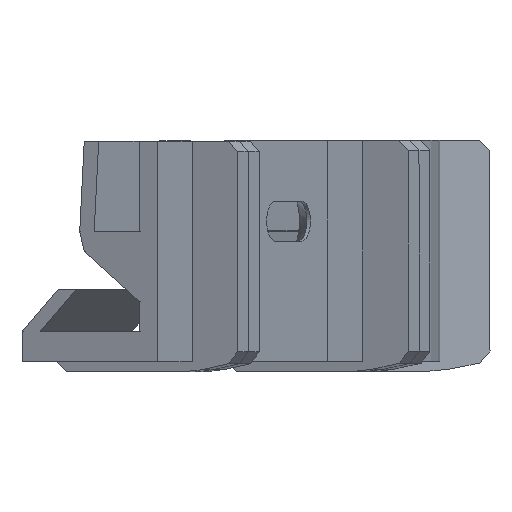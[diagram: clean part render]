
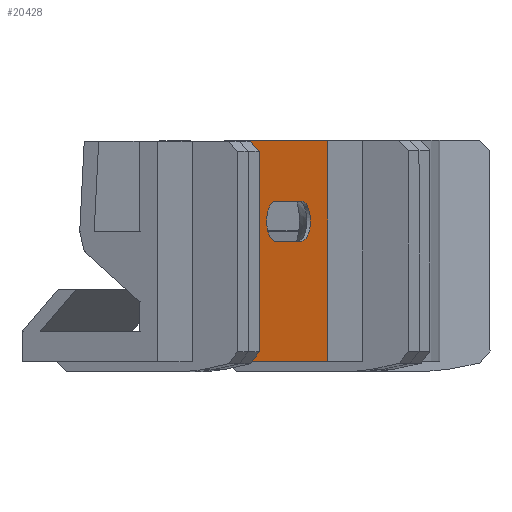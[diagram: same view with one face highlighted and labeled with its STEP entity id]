
A CAD part, left-side view. The second image highlights one B-rep face of the part: STEP entity #20428.
In plain terms, the highlighted face is planar.
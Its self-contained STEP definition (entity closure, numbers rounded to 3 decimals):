
#20152 = VERTEX_POINT('',#20153);
#20153 = CARTESIAN_POINT('',(3.,0.,16.));
#20160 = CYLINDRICAL_SURFACE('',#20161,2.);
#20161 = AXIS2_PLACEMENT_3D('',#20162,#20163,#20164);
#20162 = CARTESIAN_POINT('',(3.,24.,14.));
#20163 = DIRECTION('',(-0.,1.,0.));
#20164 = DIRECTION('',(0.,0.,-1.));
#20172 = PLANE('',#20173);
#20173 = AXIS2_PLACEMENT_3D('',#20174,#20175,#20176);
#20174 = CARTESIAN_POINT('',(3.,24.,16.));
#20175 = DIRECTION('',(0.,0.,-1.));
#20176 = DIRECTION('',(-1.,0.,-0.));
#20214 = VERTEX_POINT('',#20215);
#20215 = CARTESIAN_POINT('',(3.,0.,12.));
#20229 = PLANE('',#20230);
#20230 = AXIS2_PLACEMENT_3D('',#20231,#20232,#20233);
#20231 = CARTESIAN_POINT('',(-3.,24.,12.));
#20232 = DIRECTION('',(0.,0.,1.));
#20233 = DIRECTION('',(1.,0.,0.));
#20241 = EDGE_CURVE('',#20152,#20214,#20242,.T.);
#20242 = SURFACE_CURVE('',#20243,(#20248,#20255),.PCURVE_S1.);
#20243 = CIRCLE('',#20244,2.);
#20244 = AXIS2_PLACEMENT_3D('',#20245,#20246,#20247);
#20245 = CARTESIAN_POINT('',(3.,0.,14.));
#20246 = DIRECTION('',(0.,1.,0.));
#20247 = DIRECTION('',(0.,0.,-1.));
#20248 = PCURVE('',#20160,#20249);
#20249 = DEFINITIONAL_REPRESENTATION('',(#20250),#20254);
#20250 = LINE('',#20251,#20252);
#20251 = CARTESIAN_POINT('',(-6.283,-24.));
#20252 = VECTOR('',#20253,1.);
#20253 = DIRECTION('',(1.,-0.));
#20254 = ( GEOMETRIC_REPRESENTATION_CONTEXT(2) 
PARAMETRIC_REPRESENTATION_CONTEXT() REPRESENTATION_CONTEXT('2D SPACE',''
  ) );
#20255 = PCURVE('',#20256,#20261);
#20256 = PLANE('',#20257);
#20257 = AXIS2_PLACEMENT_3D('',#20258,#20259,#20260);
#20258 = CARTESIAN_POINT('',(0.,0.,0.));
#20259 = DIRECTION('',(0.,1.,-0.));
#20260 = DIRECTION('',(0.,0.,1.));
#20261 = DEFINITIONAL_REPRESENTATION('',(#20262),#20266);
#20262 = CIRCLE('',#20263,2.);
#20263 = AXIS2_PLACEMENT_2D('',#20264,#20265);
#20264 = CARTESIAN_POINT('',(14.,3.));
#20265 = DIRECTION('',(-1.,0.));
#20266 = ( GEOMETRIC_REPRESENTATION_CONTEXT(2) 
PARAMETRIC_REPRESENTATION_CONTEXT() REPRESENTATION_CONTEXT('2D SPACE',''
  ) );
#20274 = VERTEX_POINT('',#20275);
#20275 = CARTESIAN_POINT('',(-3.,0.,16.));
#20289 = CYLINDRICAL_SURFACE('',#20290,2.);
#20290 = AXIS2_PLACEMENT_3D('',#20291,#20292,#20293);
#20291 = CARTESIAN_POINT('',(-3.,24.,14.));
#20292 = DIRECTION('',(-0.,1.,0.));
#20293 = DIRECTION('',(0.,0.,1.));
#20328 = EDGE_CURVE('',#20152,#20274,#20329,.T.);
#20329 = SURFACE_CURVE('',#20330,(#20334,#20340),.PCURVE_S1.);
#20330 = LINE('',#20331,#20332);
#20331 = CARTESIAN_POINT('',(1.5,0.,16.));
#20332 = VECTOR('',#20333,1.);
#20333 = DIRECTION('',(-1.,0.,0.));
#20334 = PCURVE('',#20172,#20335);
#20335 = DEFINITIONAL_REPRESENTATION('',(#20336),#20339);
#20336 = B_SPLINE_CURVE_WITH_KNOTS('',1,(#20337,#20338),.UNSPECIFIED.,
  .F.,.F.,(2,2),(-1.5,4.5),.PIECEWISE_BEZIER_KNOTS.);
#20337 = CARTESIAN_POINT('',(0.,-24.));
#20338 = CARTESIAN_POINT('',(6.,-24.));
#20339 = ( GEOMETRIC_REPRESENTATION_CONTEXT(2) 
PARAMETRIC_REPRESENTATION_CONTEXT() REPRESENTATION_CONTEXT('2D SPACE',''
  ) );
#20340 = PCURVE('',#20256,#20341);
#20341 = DEFINITIONAL_REPRESENTATION('',(#20342),#20345);
#20342 = B_SPLINE_CURVE_WITH_KNOTS('',1,(#20343,#20344),.UNSPECIFIED.,
  .F.,.F.,(2,2),(-1.5,4.5),.PIECEWISE_BEZIER_KNOTS.);
#20343 = CARTESIAN_POINT('',(16.,3.));
#20344 = CARTESIAN_POINT('',(16.,-3.));
#20345 = ( GEOMETRIC_REPRESENTATION_CONTEXT(2) 
PARAMETRIC_REPRESENTATION_CONTEXT() REPRESENTATION_CONTEXT('2D SPACE',''
  ) );
#20428 = ADVANCED_FACE('',(#20429,#20543),#20256,.F.);
#20429 = FACE_BOUND('',#20430,.F.);
#20430 = EDGE_LOOP('',(#20431,#20461,#20489,#20517));
#20431 = ORIENTED_EDGE('',*,*,#20432,.F.);
#20432 = EDGE_CURVE('',#20433,#20435,#20437,.T.);
#20433 = VERTEX_POINT('',#20434);
#20434 = CARTESIAN_POINT('',(-9.,0.,0.));
#20435 = VERTEX_POINT('',#20436);
#20436 = CARTESIAN_POINT('',(9.,0.,0.));
#20437 = SURFACE_CURVE('',#20438,(#20442,#20449),.PCURVE_S1.);
#20438 = LINE('',#20439,#20440);
#20439 = CARTESIAN_POINT('',(-9.,0.,0.));
#20440 = VECTOR('',#20441,1.);
#20441 = DIRECTION('',(1.,0.,0.));
#20442 = PCURVE('',#20256,#20443);
#20443 = DEFINITIONAL_REPRESENTATION('',(#20444),#20448);
#20444 = LINE('',#20445,#20446);
#20445 = CARTESIAN_POINT('',(0.,-9.));
#20446 = VECTOR('',#20447,1.);
#20447 = DIRECTION('',(0.,1.));
#20448 = ( GEOMETRIC_REPRESENTATION_CONTEXT(2) 
PARAMETRIC_REPRESENTATION_CONTEXT() REPRESENTATION_CONTEXT('2D SPACE',''
  ) );
#20449 = PCURVE('',#20450,#20455);
#20450 = PLANE('',#20451);
#20451 = AXIS2_PLACEMENT_3D('',#20452,#20453,#20454);
#20452 = CARTESIAN_POINT('',(0.,15.,0.));
#20453 = DIRECTION('',(0.,0.,1.));
#20454 = DIRECTION('',(0.,-1.,0.));
#20455 = DEFINITIONAL_REPRESENTATION('',(#20456),#20460);
#20456 = LINE('',#20457,#20458);
#20457 = CARTESIAN_POINT('',(15.,-9.));
#20458 = VECTOR('',#20459,1.);
#20459 = DIRECTION('',(0.,1.));
#20460 = ( GEOMETRIC_REPRESENTATION_CONTEXT(2) 
PARAMETRIC_REPRESENTATION_CONTEXT() REPRESENTATION_CONTEXT('2D SPACE',''
  ) );
#20461 = ORIENTED_EDGE('',*,*,#20462,.T.);
#20462 = EDGE_CURVE('',#20433,#20463,#20465,.T.);
#20463 = VERTEX_POINT('',#20464);
#20464 = CARTESIAN_POINT('',(-9.,0.,22.));
#20465 = SURFACE_CURVE('',#20466,(#20470,#20477),.PCURVE_S1.);
#20466 = LINE('',#20467,#20468);
#20467 = CARTESIAN_POINT('',(-9.,0.,0.));
#20468 = VECTOR('',#20469,1.);
#20469 = DIRECTION('',(0.,0.,1.));
#20470 = PCURVE('',#20256,#20471);
#20471 = DEFINITIONAL_REPRESENTATION('',(#20472),#20476);
#20472 = LINE('',#20473,#20474);
#20473 = CARTESIAN_POINT('',(0.,-9.));
#20474 = VECTOR('',#20475,1.);
#20475 = DIRECTION('',(1.,0.));
#20476 = ( GEOMETRIC_REPRESENTATION_CONTEXT(2) 
PARAMETRIC_REPRESENTATION_CONTEXT() REPRESENTATION_CONTEXT('2D SPACE',''
  ) );
#20477 = PCURVE('',#20478,#20483);
#20478 = PLANE('',#20479);
#20479 = AXIS2_PLACEMENT_3D('',#20480,#20481,#20482);
#20480 = CARTESIAN_POINT('',(-9.,4.162,7.662));
#20481 = DIRECTION('',(-1.,0.,0.));
#20482 = DIRECTION('',(0.,0.,1.));
#20483 = DEFINITIONAL_REPRESENTATION('',(#20484),#20488);
#20484 = LINE('',#20485,#20486);
#20485 = CARTESIAN_POINT('',(-7.662,-4.162));
#20486 = VECTOR('',#20487,1.);
#20487 = DIRECTION('',(1.,0.));
#20488 = ( GEOMETRIC_REPRESENTATION_CONTEXT(2) 
PARAMETRIC_REPRESENTATION_CONTEXT() REPRESENTATION_CONTEXT('2D SPACE',''
  ) );
#20489 = ORIENTED_EDGE('',*,*,#20490,.F.);
#20490 = EDGE_CURVE('',#20491,#20463,#20493,.T.);
#20491 = VERTEX_POINT('',#20492);
#20492 = CARTESIAN_POINT('',(9.,0.,22.));
#20493 = SURFACE_CURVE('',#20494,(#20498,#20505),.PCURVE_S1.);
#20494 = LINE('',#20495,#20496);
#20495 = CARTESIAN_POINT('',(9.,0.,22.));
#20496 = VECTOR('',#20497,1.);
#20497 = DIRECTION('',(-1.,0.,0.));
#20498 = PCURVE('',#20256,#20499);
#20499 = DEFINITIONAL_REPRESENTATION('',(#20500),#20504);
#20500 = LINE('',#20501,#20502);
#20501 = CARTESIAN_POINT('',(22.,9.));
#20502 = VECTOR('',#20503,1.);
#20503 = DIRECTION('',(0.,-1.));
#20504 = ( GEOMETRIC_REPRESENTATION_CONTEXT(2) 
PARAMETRIC_REPRESENTATION_CONTEXT() REPRESENTATION_CONTEXT('2D SPACE',''
  ) );
#20505 = PCURVE('',#20506,#20511);
#20506 = PLANE('',#20507);
#20507 = AXIS2_PLACEMENT_3D('',#20508,#20509,#20510);
#20508 = CARTESIAN_POINT('',(0.,0.,22.));
#20509 = DIRECTION('',(0.,0.,-1.));
#20510 = DIRECTION('',(0.,1.,0.));
#20511 = DEFINITIONAL_REPRESENTATION('',(#20512),#20516);
#20512 = LINE('',#20513,#20514);
#20513 = CARTESIAN_POINT('',(0.,9.));
#20514 = VECTOR('',#20515,1.);
#20515 = DIRECTION('',(0.,-1.));
#20516 = ( GEOMETRIC_REPRESENTATION_CONTEXT(2) 
PARAMETRIC_REPRESENTATION_CONTEXT() REPRESENTATION_CONTEXT('2D SPACE',''
  ) );
#20517 = ORIENTED_EDGE('',*,*,#20518,.F.);
#20518 = EDGE_CURVE('',#20435,#20491,#20519,.T.);
#20519 = SURFACE_CURVE('',#20520,(#20524,#20531),.PCURVE_S1.);
#20520 = LINE('',#20521,#20522);
#20521 = CARTESIAN_POINT('',(9.,0.,0.));
#20522 = VECTOR('',#20523,1.);
#20523 = DIRECTION('',(0.,0.,1.));
#20524 = PCURVE('',#20256,#20525);
#20525 = DEFINITIONAL_REPRESENTATION('',(#20526),#20530);
#20526 = LINE('',#20527,#20528);
#20527 = CARTESIAN_POINT('',(0.,9.));
#20528 = VECTOR('',#20529,1.);
#20529 = DIRECTION('',(1.,0.));
#20530 = ( GEOMETRIC_REPRESENTATION_CONTEXT(2) 
PARAMETRIC_REPRESENTATION_CONTEXT() REPRESENTATION_CONTEXT('2D SPACE',''
  ) );
#20531 = PCURVE('',#20532,#20537);
#20532 = PLANE('',#20533);
#20533 = AXIS2_PLACEMENT_3D('',#20534,#20535,#20536);
#20534 = CARTESIAN_POINT('',(9.,4.162,7.662));
#20535 = DIRECTION('',(-1.,0.,0.));
#20536 = DIRECTION('',(0.,0.,1.));
#20537 = DEFINITIONAL_REPRESENTATION('',(#20538),#20542);
#20538 = LINE('',#20539,#20540);
#20539 = CARTESIAN_POINT('',(-7.662,-4.162));
#20540 = VECTOR('',#20541,1.);
#20541 = DIRECTION('',(1.,0.));
#20542 = ( GEOMETRIC_REPRESENTATION_CONTEXT(2) 
PARAMETRIC_REPRESENTATION_CONTEXT() REPRESENTATION_CONTEXT('2D SPACE',''
  ) );
#20543 = FACE_BOUND('',#20544,.F.);
#20544 = EDGE_LOOP('',(#20545,#20546,#20547,#20571));
#20545 = ORIENTED_EDGE('',*,*,#20241,.F.);
#20546 = ORIENTED_EDGE('',*,*,#20328,.T.);
#20547 = ORIENTED_EDGE('',*,*,#20548,.F.);
#20548 = EDGE_CURVE('',#20549,#20274,#20551,.T.);
#20549 = VERTEX_POINT('',#20550);
#20550 = CARTESIAN_POINT('',(-3.,0.,12.));
#20551 = SURFACE_CURVE('',#20552,(#20557,#20564),.PCURVE_S1.);
#20552 = CIRCLE('',#20553,2.);
#20553 = AXIS2_PLACEMENT_3D('',#20554,#20555,#20556);
#20554 = CARTESIAN_POINT('',(-3.,0.,14.));
#20555 = DIRECTION('',(-0.,1.,0.));
#20556 = DIRECTION('',(0.,0.,1.));
#20557 = PCURVE('',#20256,#20558);
#20558 = DEFINITIONAL_REPRESENTATION('',(#20559),#20563);
#20559 = CIRCLE('',#20560,2.);
#20560 = AXIS2_PLACEMENT_2D('',#20561,#20562);
#20561 = CARTESIAN_POINT('',(14.,-3.));
#20562 = DIRECTION('',(1.,0.));
#20563 = ( GEOMETRIC_REPRESENTATION_CONTEXT(2) 
PARAMETRIC_REPRESENTATION_CONTEXT() REPRESENTATION_CONTEXT('2D SPACE',''
  ) );
#20564 = PCURVE('',#20289,#20565);
#20565 = DEFINITIONAL_REPRESENTATION('',(#20566),#20570);
#20566 = LINE('',#20567,#20568);
#20567 = CARTESIAN_POINT('',(-6.283,-24.));
#20568 = VECTOR('',#20569,1.);
#20569 = DIRECTION('',(1.,-0.));
#20570 = ( GEOMETRIC_REPRESENTATION_CONTEXT(2) 
PARAMETRIC_REPRESENTATION_CONTEXT() REPRESENTATION_CONTEXT('2D SPACE',''
  ) );
#20571 = ORIENTED_EDGE('',*,*,#20572,.T.);
#20572 = EDGE_CURVE('',#20549,#20214,#20573,.T.);
#20573 = SURFACE_CURVE('',#20574,(#20578,#20584),.PCURVE_S1.);
#20574 = LINE('',#20575,#20576);
#20575 = CARTESIAN_POINT('',(-1.5,0.,12.));
#20576 = VECTOR('',#20577,1.);
#20577 = DIRECTION('',(1.,-0.,0.));
#20578 = PCURVE('',#20256,#20579);
#20579 = DEFINITIONAL_REPRESENTATION('',(#20580),#20583);
#20580 = B_SPLINE_CURVE_WITH_KNOTS('',1,(#20581,#20582),.UNSPECIFIED.,
  .F.,.F.,(2,2),(-1.5,4.5),.PIECEWISE_BEZIER_KNOTS.);
#20581 = CARTESIAN_POINT('',(12.,-3.));
#20582 = CARTESIAN_POINT('',(12.,3.));
#20583 = ( GEOMETRIC_REPRESENTATION_CONTEXT(2) 
PARAMETRIC_REPRESENTATION_CONTEXT() REPRESENTATION_CONTEXT('2D SPACE',''
  ) );
#20584 = PCURVE('',#20229,#20585);
#20585 = DEFINITIONAL_REPRESENTATION('',(#20586),#20589);
#20586 = B_SPLINE_CURVE_WITH_KNOTS('',1,(#20587,#20588),.UNSPECIFIED.,
  .F.,.F.,(2,2),(-1.5,4.5),.PIECEWISE_BEZIER_KNOTS.);
#20587 = CARTESIAN_POINT('',(0.,-24.));
#20588 = CARTESIAN_POINT('',(6.,-24.));
#20589 = ( GEOMETRIC_REPRESENTATION_CONTEXT(2) 
PARAMETRIC_REPRESENTATION_CONTEXT() REPRESENTATION_CONTEXT('2D SPACE',''
  ) );
